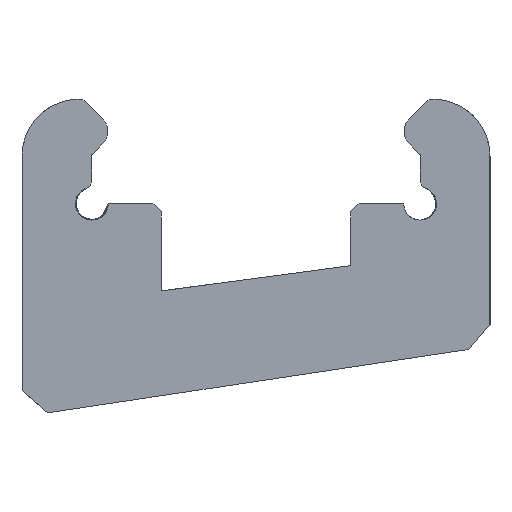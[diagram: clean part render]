
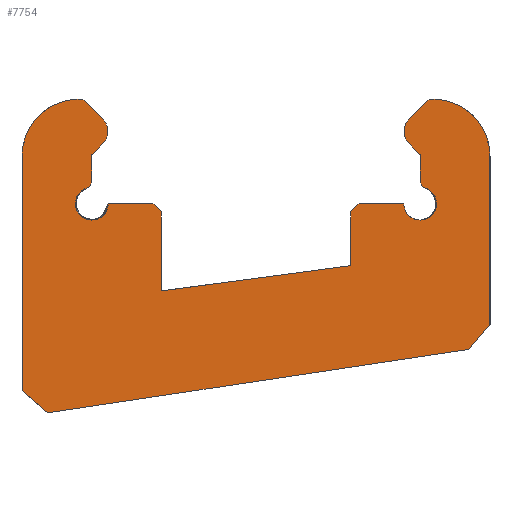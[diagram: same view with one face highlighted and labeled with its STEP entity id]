
A CAD part, left-side view. The second image highlights one B-rep face of the part: STEP entity #7754.
In plain terms, the highlighted planar face has unit normal (-1, 0, 0).
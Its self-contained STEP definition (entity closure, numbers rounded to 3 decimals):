
#3380=CARTESIAN_POINT('',(-14.434,2.509,23.905));
#3381=VERTEX_POINT('',#3380);
#3390=CARTESIAN_POINT('',(-14.434,2.308,23.704));
#3391=VERTEX_POINT('',#3390);
#3392=CARTESIAN_POINT('',(-14.434,2.509,23.905));
#3393=DIRECTION('',(0.,-0.707,-0.707));
#3394=VECTOR('',#3393,0.285);
#3395=LINE('',#3392,#3394);
#3396=EDGE_CURVE('',#3381,#3391,#3395,.T.);
#3452=CARTESIAN_POINT('',(-14.434,2.308,21.78));
#3453=VERTEX_POINT('',#3452);
#3454=CARTESIAN_POINT('',(-14.434,2.308,21.78));
#3455=DIRECTION('',(-0.,0.,1.));
#3456=VECTOR('',#3455,1.924);
#3457=LINE('',#3454,#3456);
#3458=EDGE_CURVE('',#3453,#3391,#3457,.T.);
#3519=CARTESIAN_POINT('',(-14.434,5.7,19.35));
#3520=VERTEX_POINT('',#3519);
#3527=CARTESIAN_POINT('',(-14.434,5.7,25.058));
#3528=VERTEX_POINT('',#3527);
#3529=CARTESIAN_POINT('',(-14.434,5.7,19.35));
#3530=DIRECTION('',(-0.,0.,1.));
#3531=VECTOR('',#3530,5.709);
#3532=LINE('',#3529,#3531);
#3533=EDGE_CURVE('',#3520,#3528,#3532,.T.);
#3589=CARTESIAN_POINT('',(-14.434,3.6,23.905));
#3590=VERTEX_POINT('',#3589);
#3597=CARTESIAN_POINT('',(-14.434,2.509,23.905));
#3598=DIRECTION('',(0.,1.,0.));
#3599=VECTOR('',#3598,1.091);
#3600=LINE('',#3597,#3599);
#3601=EDGE_CURVE('',#3381,#3590,#3600,.T.);
#4180=CARTESIAN_POINT('',(-14.434,-2.308,23.704));
#4181=VERTEX_POINT('',#4180);
#4188=CARTESIAN_POINT('',(-14.434,-2.509,23.905));
#4189=VERTEX_POINT('',#4188);
#4190=CARTESIAN_POINT('',(-14.434,-2.308,23.704));
#4191=DIRECTION('',(-0.,-0.707,0.707));
#4192=VECTOR('',#4191,0.285);
#4193=LINE('',#4190,#4192);
#4194=EDGE_CURVE('',#4181,#4189,#4193,.T.);
#4221=CARTESIAN_POINT('',(-14.434,-2.308,22.396));
#4222=VERTEX_POINT('',#4221);
#4229=CARTESIAN_POINT('',(-14.434,-2.308,23.704));
#4230=DIRECTION('',(0.,0.,-1.));
#4231=VECTOR('',#4230,1.308);
#4232=LINE('',#4229,#4231);
#4233=EDGE_CURVE('',#4181,#4222,#4232,.T.);
#4297=CARTESIAN_POINT('',(-14.434,-5.7,25.058));
#4298=VERTEX_POINT('',#4297);
#4305=CARTESIAN_POINT('',(-14.434,-5.7,20.966));
#4306=VERTEX_POINT('',#4305);
#4307=CARTESIAN_POINT('',(-14.434,-5.7,20.966));
#4308=DIRECTION('',(-0.,0.,1.));
#4309=VECTOR('',#4308,4.093);
#4310=LINE('',#4307,#4309);
#4311=EDGE_CURVE('',#4306,#4298,#4310,.T.);
#4455=CARTESIAN_POINT('',(-14.434,-3.6,23.905));
#4456=VERTEX_POINT('',#4455);
#4457=CARTESIAN_POINT('',(-14.434,-3.6,23.905));
#4458=DIRECTION('',(0.,1.,0.));
#4459=VECTOR('',#4458,1.091);
#4460=LINE('',#4457,#4459);
#4461=EDGE_CURVE('',#4456,#4189,#4460,.T.);
#6506=CARTESIAN_POINT('',(-14.434,4.,25.105));
#6507=VERTEX_POINT('',#6506);
#6514=CARTESIAN_POINT('',(-14.434,4.,24.473));
#6515=VERTEX_POINT('',#6514);
#6516=CARTESIAN_POINT('',(-14.434,4.,25.105));
#6517=DIRECTION('',(0.,0.,-1.));
#6518=VECTOR('',#6517,0.632);
#6519=LINE('',#6516,#6518);
#6520=EDGE_CURVE('',#6507,#6515,#6519,.T.);
#6547=CARTESIAN_POINT('',(-14.434,3.994,25.105));
#6548=VERTEX_POINT('',#6547);
#6555=CARTESIAN_POINT('',(-14.434,3.994,25.105));
#6556=DIRECTION('',(0.,1.,0.));
#6557=VECTOR('',#6556,0.006);
#6558=LINE('',#6555,#6557);
#6559=EDGE_CURVE('',#6548,#6507,#6558,.T.);
#6572=CARTESIAN_POINT('',(-14.434,3.736,25.363));
#6573=VERTEX_POINT('',#6572);
#6580=CARTESIAN_POINT('',(-14.434,3.736,25.363));
#6581=DIRECTION('',(0.,0.707,-0.707));
#6582=VECTOR('',#6581,0.365);
#6583=LINE('',#6580,#6582);
#6584=EDGE_CURVE('',#6573,#6548,#6583,.T.);
#6596=CARTESIAN_POINT('',(-14.434,3.736,25.973));
#6597=VERTEX_POINT('',#6596);
#6604=CARTESIAN_POINT('',(-14.434,4.041,25.668));
#6605=DIRECTION('',(1.,-0.,0.));
#6606=DIRECTION('',(-0.,0.,1.));
#6607=AXIS2_PLACEMENT_3D('',#6604,#6605,#6606);
#6608=CIRCLE('',#6607,0.431);
#6609=EDGE_CURVE('',#6597,#6573,#6608,.T.);
#6621=CARTESIAN_POINT('',(-14.434,4.215,26.452));
#6622=VERTEX_POINT('',#6621);
#6629=CARTESIAN_POINT('',(-14.434,4.215,26.452));
#6630=DIRECTION('',(0.,-0.707,-0.707));
#6631=VECTOR('',#6630,0.677);
#6632=LINE('',#6629,#6631);
#6633=EDGE_CURVE('',#6622,#6597,#6632,.T.);
#6646=CARTESIAN_POINT('',(-14.434,4.307,26.452));
#6647=VERTEX_POINT('',#6646);
#6654=CARTESIAN_POINT('',(-14.434,4.307,26.452));
#6655=DIRECTION('',(0.,-1.,0.));
#6656=VECTOR('',#6655,0.092);
#6657=LINE('',#6654,#6656);
#6658=EDGE_CURVE('',#6647,#6622,#6657,.T.);
#6670=CARTESIAN_POINT('',(-14.434,-4.215,26.452));
#6671=VERTEX_POINT('',#6670);
#6678=CARTESIAN_POINT('',(-14.434,-4.307,26.452));
#6679=VERTEX_POINT('',#6678);
#6680=CARTESIAN_POINT('',(-14.434,-4.215,26.452));
#6681=DIRECTION('',(0.,-1.,0.));
#6682=VECTOR('',#6681,0.092);
#6683=LINE('',#6680,#6682);
#6684=EDGE_CURVE('',#6671,#6679,#6683,.T.);
#6702=CARTESIAN_POINT('',(-14.434,-3.736,25.973));
#6703=VERTEX_POINT('',#6702);
#6710=CARTESIAN_POINT('',(-14.434,-3.736,25.973));
#6711=DIRECTION('',(-0.,-0.707,0.707));
#6712=VECTOR('',#6711,0.677);
#6713=LINE('',#6710,#6712);
#6714=EDGE_CURVE('',#6703,#6671,#6713,.T.);
#6726=CARTESIAN_POINT('',(-14.434,-3.736,25.363));
#6727=VERTEX_POINT('',#6726);
#6734=CARTESIAN_POINT('',(-14.434,-4.041,25.668));
#6735=DIRECTION('',(1.,-0.,0.));
#6736=DIRECTION('',(-0.,0.,1.));
#6737=AXIS2_PLACEMENT_3D('',#6734,#6735,#6736);
#6738=CIRCLE('',#6737,0.431);
#6739=EDGE_CURVE('',#6727,#6703,#6738,.T.);
#6751=CARTESIAN_POINT('',(-14.434,-3.994,25.105));
#6752=VERTEX_POINT('',#6751);
#6759=CARTESIAN_POINT('',(-14.434,-3.994,25.105));
#6760=DIRECTION('',(-0.,0.707,0.707));
#6761=VECTOR('',#6760,0.365);
#6762=LINE('',#6759,#6761);
#6763=EDGE_CURVE('',#6752,#6727,#6762,.T.);
#6776=CARTESIAN_POINT('',(-14.434,-4.,25.105));
#6777=VERTEX_POINT('',#6776);
#6784=CARTESIAN_POINT('',(-14.434,-4.,25.105));
#6785=DIRECTION('',(0.,1.,0.));
#6786=VECTOR('',#6785,0.006);
#6787=LINE('',#6784,#6786);
#6788=EDGE_CURVE('',#6777,#6752,#6787,.T.);
#6810=CARTESIAN_POINT('',(-14.434,-4.,24.473));
#6811=VERTEX_POINT('',#6810);
#6818=CARTESIAN_POINT('',(-14.434,-4.,24.473));
#6819=DIRECTION('',(-0.,0.,1.));
#6820=VECTOR('',#6819,0.632);
#6821=LINE('',#6818,#6820);
#6822=EDGE_CURVE('',#6811,#6777,#6821,.T.);
#7115=CARTESIAN_POINT('',(-14.434,4.135,24.282));
#7116=VERTEX_POINT('',#7115);
#7117=CARTESIAN_POINT('',(-14.434,4.203,24.473));
#7118=DIRECTION('',(1.,-0.,0.));
#7119=DIRECTION('',(-0.,0.,1.));
#7120=AXIS2_PLACEMENT_3D('',#7117,#7118,#7119);
#7121=CIRCLE('',#7120,0.203);
#7122=EDGE_CURVE('',#6515,#7116,#7121,.T.);
#7190=CARTESIAN_POINT('',(-14.434,5.073,18.81));
#7191=VERTEX_POINT('',#7190);
#7198=CARTESIAN_POINT('',(-14.434,5.073,18.81));
#7199=DIRECTION('',(-0.,0.758,0.652));
#7200=VECTOR('',#7199,0.827);
#7201=LINE('',#7198,#7200);
#7202=EDGE_CURVE('',#7191,#3520,#7201,.T.);
#7214=CARTESIAN_POINT('',(-14.434,4.307,25.058));
#7215=DIRECTION('',(1.,-0.,0.));
#7216=DIRECTION('',(-0.,0.,1.));
#7217=AXIS2_PLACEMENT_3D('',#7214,#7215,#7216);
#7218=CIRCLE('',#7217,1.393);
#7219=EDGE_CURVE('',#3528,#6647,#7218,.T.);
#7268=CARTESIAN_POINT('',(-14.434,-4.307,25.058));
#7269=DIRECTION('',(1.,-0.,0.));
#7270=DIRECTION('',(-0.,0.,1.));
#7271=AXIS2_PLACEMENT_3D('',#7268,#7269,#7270);
#7272=CIRCLE('',#7271,1.393);
#7273=EDGE_CURVE('',#6679,#4298,#7272,.T.);
#7286=CARTESIAN_POINT('',(-14.434,-5.175,20.356));
#7287=VERTEX_POINT('',#7286);
#7288=CARTESIAN_POINT('',(-14.434,-5.7,20.966));
#7289=DIRECTION('',(0.,0.652,-0.758));
#7290=VECTOR('',#7289,0.805);
#7291=LINE('',#7288,#7290);
#7292=EDGE_CURVE('',#4306,#7287,#7291,.T.);
#7310=CARTESIAN_POINT('',(-14.434,5.073,18.81));
#7311=DIRECTION('',(-0.,-0.989,0.149));
#7312=VECTOR('',#7311,10.364);
#7313=LINE('',#7310,#7312);
#7314=EDGE_CURVE('',#7191,#7287,#7313,.T.);
#7366=CARTESIAN_POINT('',(-14.434,-2.308,22.396));
#7367=DIRECTION('',(0.,0.991,-0.132));
#7368=VECTOR('',#7367,4.657);
#7369=LINE('',#7366,#7368);
#7370=EDGE_CURVE('',#4222,#3453,#7369,.T.);
#7682=CARTESIAN_POINT('',(-14.434,4.,23.905));
#7683=DIRECTION('',(1.,0.,0.));
#7684=DIRECTION('',(-0.,0.,1.));
#7685=AXIS2_PLACEMENT_3D('',#7682,#7683,#7684);
#7686=CIRCLE('',#7685,0.4);
#7687=EDGE_CURVE('',#3590,#7116,#7686,.T.);
#7694=CARTESIAN_POINT('',(-14.434,4.,20.421));
#7695=DIRECTION('',(1.,0.,0.));
#7696=DIRECTION('',(-0.,0.,1.));
#7697=AXIS2_PLACEMENT_3D('',#7694,#7695,#7696);
#7698=PLANE('',#7697);
#7699=CARTESIAN_POINT('',(-14.434,-4.,23.505));
#7700=VERTEX_POINT('',#7699);
#7701=CARTESIAN_POINT('',(-14.434,-4.135,24.282));
#7702=VERTEX_POINT('',#7701);
#7703=CARTESIAN_POINT('',(-14.434,-4.,23.905));
#7704=DIRECTION('',(-1.,0.,-0.));
#7705=DIRECTION('',(0.,0.,-1.));
#7706=AXIS2_PLACEMENT_3D('',#7703,#7704,#7705);
#7707=CIRCLE('',#7706,0.4);
#7708=EDGE_CURVE('',#7700,#7702,#7707,.T.);
#7709=ORIENTED_EDGE('',*,*,#7708,.F.);
#7710=CARTESIAN_POINT('',(-14.434,-4.,23.905));
#7711=DIRECTION('',(-1.,0.,-0.));
#7712=DIRECTION('',(0.,0.,-1.));
#7713=AXIS2_PLACEMENT_3D('',#7710,#7711,#7712);
#7714=CIRCLE('',#7713,0.4);
#7715=EDGE_CURVE('',#4456,#7700,#7714,.T.);
#7716=ORIENTED_EDGE('',*,*,#7715,.F.);
#7717=ORIENTED_EDGE('',*,*,#4461,.T.);
#7718=ORIENTED_EDGE('',*,*,#4194,.F.);
#7719=ORIENTED_EDGE('',*,*,#4233,.T.);
#7720=ORIENTED_EDGE('',*,*,#7370,.T.);
#7721=ORIENTED_EDGE('',*,*,#3458,.T.);
#7722=ORIENTED_EDGE('',*,*,#3396,.F.);
#7723=ORIENTED_EDGE('',*,*,#3601,.T.);
#7724=ORIENTED_EDGE('',*,*,#7687,.T.);
#7725=ORIENTED_EDGE('',*,*,#7122,.F.);
#7726=ORIENTED_EDGE('',*,*,#6520,.F.);
#7727=ORIENTED_EDGE('',*,*,#6559,.F.);
#7728=ORIENTED_EDGE('',*,*,#6584,.F.);
#7729=ORIENTED_EDGE('',*,*,#6609,.F.);
#7730=ORIENTED_EDGE('',*,*,#6633,.F.);
#7731=ORIENTED_EDGE('',*,*,#6658,.F.);
#7732=ORIENTED_EDGE('',*,*,#7219,.F.);
#7733=ORIENTED_EDGE('',*,*,#3533,.F.);
#7734=ORIENTED_EDGE('',*,*,#7202,.F.);
#7735=ORIENTED_EDGE('',*,*,#7314,.T.);
#7736=ORIENTED_EDGE('',*,*,#7292,.F.);
#7737=ORIENTED_EDGE('',*,*,#4311,.T.);
#7738=ORIENTED_EDGE('',*,*,#7273,.F.);
#7739=ORIENTED_EDGE('',*,*,#6684,.F.);
#7740=ORIENTED_EDGE('',*,*,#6714,.F.);
#7741=ORIENTED_EDGE('',*,*,#6739,.F.);
#7742=ORIENTED_EDGE('',*,*,#6763,.F.);
#7743=ORIENTED_EDGE('',*,*,#6788,.F.);
#7744=ORIENTED_EDGE('',*,*,#6822,.F.);
#7745=CARTESIAN_POINT('',(-14.434,-4.203,24.473));
#7746=DIRECTION('',(1.,-0.,0.));
#7747=DIRECTION('',(-0.,0.,1.));
#7748=AXIS2_PLACEMENT_3D('',#7745,#7746,#7747);
#7749=CIRCLE('',#7748,0.203);
#7750=EDGE_CURVE('',#7702,#6811,#7749,.T.);
#7751=ORIENTED_EDGE('',*,*,#7750,.F.);
#7752=EDGE_LOOP('',(#7709,#7716,#7717,#7718,#7719,#7720,#7721,#7722,#7723,#7724,#7725,#7726,#7727,#7728,#7729,#7730,#7731,#7732,#7733,#7734,#7735,#7736,#7737,#7738,#7739,#7740,
#7741,#7742,#7743,#7744,#7751));
#7753=FACE_BOUND('',#7752,.T.);
#7754=ADVANCED_FACE('',(#7753),#7698,.F.);
